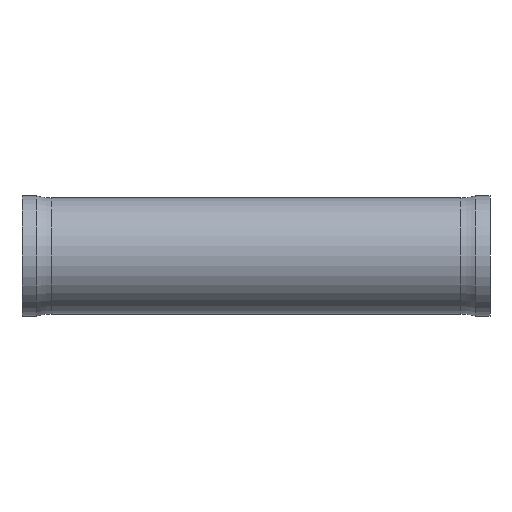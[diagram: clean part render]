
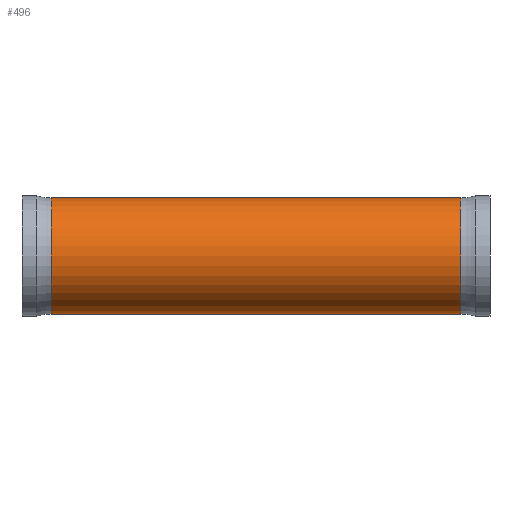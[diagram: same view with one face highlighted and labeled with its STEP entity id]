
A CAD part, front view. The second image highlights one B-rep face of the part: STEP entity #496.
In plain terms, the highlighted cylindrical face has radius 19.837 mm (diameter 39.675 mm), a partial arc.
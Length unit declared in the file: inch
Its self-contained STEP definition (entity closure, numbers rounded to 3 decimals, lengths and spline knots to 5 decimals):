
#44 = FACE_OUTER_BOUND ( 'NONE', #298, .T. ) ;
#92 = VERTEX_POINT ( 'NONE', #426 ) ;
#97 = CARTESIAN_POINT ( 'NONE',  ( 0.39128, 0., -0.781 ) ) ;
#123 = EDGE_CURVE ( 'NONE', #434, #211, #465, .T. ) ;
#149 = CYLINDRICAL_SURFACE ( 'NONE', #175, 0.781 ) ;
#159 = DIRECTION ( 'NONE',  ( -1., 0., 0. ) ) ;
#167 = LINE ( 'NONE', #427, #195 ) ;
#175 = AXIS2_PLACEMENT_3D ( 'NONE', #346, #241, #258 ) ;
#183 = ORIENTED_EDGE ( 'NONE', *, *, #542, .T. ) ;
#195 = VECTOR ( 'NONE', #221, 39.37008 ) ;
#211 = VERTEX_POINT ( 'NONE', #97 ) ;
#221 = DIRECTION ( 'NONE',  ( -1., 0., 0. ) ) ;
#225 = EDGE_CURVE ( 'NONE', #434, #475, #559, .T. ) ;
#241 = DIRECTION ( 'NONE',  ( -1., 0., 0. ) ) ;
#258 = DIRECTION ( 'NONE',  ( 0., 0., 1. ) ) ;
#290 = AXIS2_PLACEMENT_3D ( 'NONE', #537, #159, #485 ) ;
#298 = EDGE_LOOP ( 'NONE', ( #354, #397, #183, #408 ) ) ;
#346 = CARTESIAN_POINT ( 'NONE',  ( -0.21142, 0., 0. ) ) ;
#354 = ORIENTED_EDGE ( 'NONE', *, *, #123, .F. ) ;
#397 = ORIENTED_EDGE ( 'NONE', *, *, #225, .T. ) ;
#408 = ORIENTED_EDGE ( 'NONE', *, *, #602, .F. ) ;
#426 = CARTESIAN_POINT ( 'NONE',  ( 0.39128, 0., 0.781 ) ) ;
#427 = CARTESIAN_POINT ( 'NONE',  ( -0.21142, 0., 0.781 ) ) ;
#434 = VERTEX_POINT ( 'NONE', #470 ) ;
#452 = AXIS2_PLACEMENT_3D ( 'NONE', #621, #486, #491 ) ;
#465 = LINE ( 'NONE', #514, #508 ) ;
#470 = CARTESIAN_POINT ( 'NONE',  ( 5.90794, 0., -0.781 ) ) ;
#475 = VERTEX_POINT ( 'NONE', #515 ) ;
#485 = DIRECTION ( 'NONE',  ( 0., 0., 1. ) ) ;
#486 = DIRECTION ( 'NONE',  ( -1., 0., 0. ) ) ;
#491 = DIRECTION ( 'NONE',  ( 0., 0., 1. ) ) ;
#496 = ADVANCED_FACE ( 'NONE', ( #44 ), #149, .T. ) ;
#508 = VECTOR ( 'NONE', #605, 39.37008 ) ;
#514 = CARTESIAN_POINT ( 'NONE',  ( -0.21142, 0., -0.781 ) ) ;
#515 = CARTESIAN_POINT ( 'NONE',  ( 5.90794, 0., 0.781 ) ) ;
#537 = CARTESIAN_POINT ( 'NONE',  ( 0.39128, 0., 0. ) ) ;
#542 = EDGE_CURVE ( 'NONE', #475, #92, #167, .T. ) ;
#559 = CIRCLE ( 'NONE', #452, 0.781 ) ;
#567 = CIRCLE ( 'NONE', #290, 0.781 ) ;
#602 = EDGE_CURVE ( 'NONE', #211, #92, #567, .T. ) ;
#605 = DIRECTION ( 'NONE',  ( -1., 0., 0. ) ) ;
#621 = CARTESIAN_POINT ( 'NONE',  ( 5.90794, 0., 0. ) ) ;
